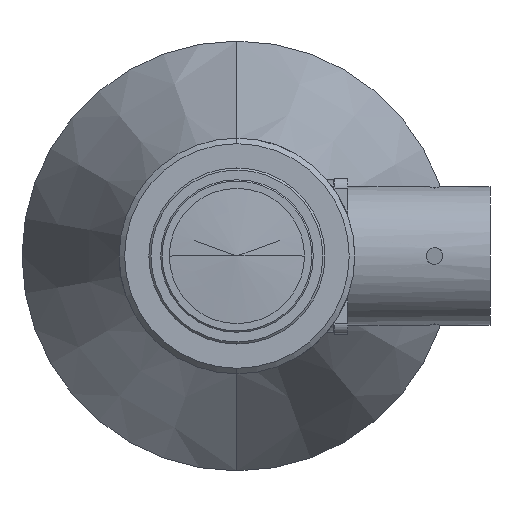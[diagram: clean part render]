
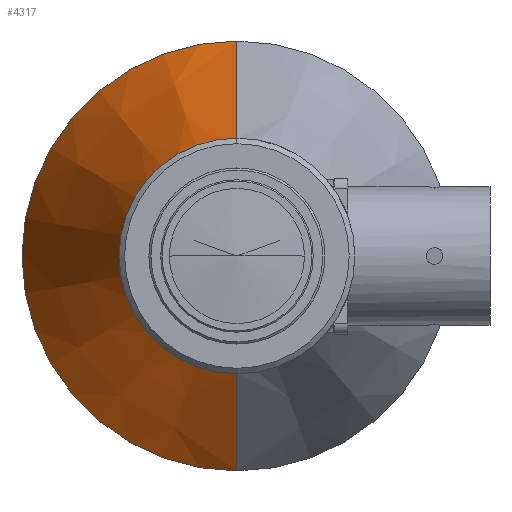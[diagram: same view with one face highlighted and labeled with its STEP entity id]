
A CAD part, left-side view. The second image highlights one B-rep face of the part: STEP entity #4317.
In plain terms, the highlighted conical face has half-angle 23 degrees and reference radius 17 mm.
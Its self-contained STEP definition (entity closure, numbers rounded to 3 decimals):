
#57 = CARTESIAN_POINT ( 'NONE',  ( 51.15, 0., 0. ) ) ;
#183 = EDGE_CURVE ( 'NONE', #2355, #399, #962, .T. ) ;
#297 = FACE_OUTER_BOUND ( 'NONE', #2693, .T. ) ;
#399 = VERTEX_POINT ( 'NONE', #3228 ) ;
#696 = VERTEX_POINT ( 'NONE', #2695 ) ;
#781 = CARTESIAN_POINT ( 'NONE',  ( 18.168, 0., -17. ) ) ;
#854 = ORIENTED_EDGE ( 'NONE', *, *, #1451, .T. ) ;
#955 = CARTESIAN_POINT ( 'NONE',  ( 18.168, 0., 0. ) ) ;
#962 = CIRCLE ( 'NONE', #2615, 17. ) ;
#1080 = ORIENTED_EDGE ( 'NONE', *, *, #183, .T. ) ;
#1233 = VERTEX_POINT ( 'NONE', #3860 ) ;
#1451 = EDGE_CURVE ( 'NONE', #399, #696, #2228, .T. ) ;
#1781 = VECTOR ( 'NONE', #2211, 1000. ) ;
#1984 = DIRECTION ( 'NONE',  ( 0.921, 0., -0.391 ) ) ;
#2006 = ORIENTED_EDGE ( 'NONE', *, *, #3833, .F. ) ;
#2211 = DIRECTION ( 'NONE',  ( 0.921, 0., 0.391 ) ) ;
#2228 = LINE ( 'NONE', #3656, #1781 ) ;
#2355 = VERTEX_POINT ( 'NONE', #781 ) ;
#2374 = VECTOR ( 'NONE', #1984, 1000. ) ;
#2543 = CONICAL_SURFACE ( 'NONE', #3077, 17., 0.401 ) ;
#2615 = AXIS2_PLACEMENT_3D ( 'NONE', #3457, #4478, #3040 ) ;
#2693 = EDGE_LOOP ( 'NONE', ( #1080, #854, #2006, #4113 ) ) ;
#2695 = CARTESIAN_POINT ( 'NONE',  ( 51.15, 0., 31. ) ) ;
#2741 = CARTESIAN_POINT ( 'NONE',  ( 18.168, 0., -17. ) ) ;
#3040 = DIRECTION ( 'NONE',  ( 0., 0., 1. ) ) ;
#3077 = AXIS2_PLACEMENT_3D ( 'NONE', #955, #3414, #3462 ) ;
#3228 = CARTESIAN_POINT ( 'NONE',  ( 18.168, 0., 17. ) ) ;
#3414 = DIRECTION ( 'NONE',  ( 1., 0., 0. ) ) ;
#3450 = CIRCLE ( 'NONE', #4205, 31. ) ;
#3457 = CARTESIAN_POINT ( 'NONE',  ( 18.168, 0., 0. ) ) ;
#3462 = DIRECTION ( 'NONE',  ( 0., 0., -1. ) ) ;
#3656 = CARTESIAN_POINT ( 'NONE',  ( 18.168, 0., 17. ) ) ;
#3833 = EDGE_CURVE ( 'NONE', #1233, #696, #3450, .T. ) ;
#3860 = CARTESIAN_POINT ( 'NONE',  ( 51.15, 0., -31. ) ) ;
#4078 = LINE ( 'NONE', #2741, #2374 ) ;
#4113 = ORIENTED_EDGE ( 'NONE', *, *, #4292, .F. ) ;
#4205 = AXIS2_PLACEMENT_3D ( 'NONE', #57, #4417, #4369 ) ;
#4292 = EDGE_CURVE ( 'NONE', #2355, #1233, #4078, .T. ) ;
#4317 = ADVANCED_FACE ( 'NONE', ( #297 ), #2543, .T. ) ;
#4369 = DIRECTION ( 'NONE',  ( 0., 0., -1. ) ) ;
#4417 = DIRECTION ( 'NONE',  ( 1., 0., 0. ) ) ;
#4478 = DIRECTION ( 'NONE',  ( 1., 0., 0. ) ) ;
